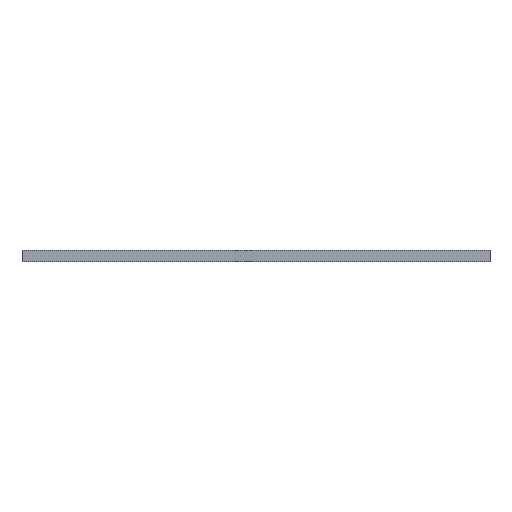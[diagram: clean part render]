
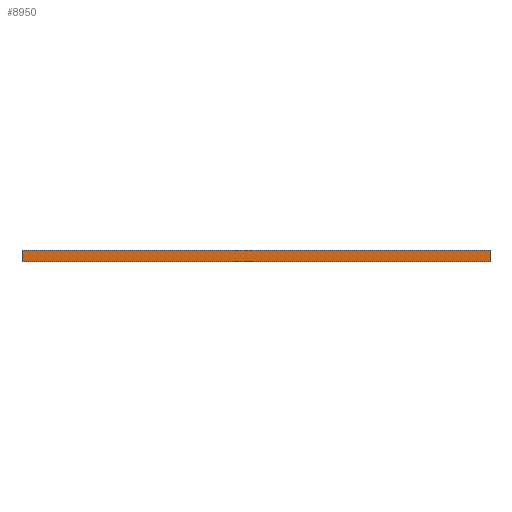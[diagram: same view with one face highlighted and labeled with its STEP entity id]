
A CAD part, front view. The second image highlights one B-rep face of the part: STEP entity #8950.
In plain terms, the highlighted planar face has unit normal (0, -1, 0).
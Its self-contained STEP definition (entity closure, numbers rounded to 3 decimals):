
#84 = PLANE('',#85);
#85 = AXIS2_PLACEMENT_3D('',#86,#87,#88);
#86 = CARTESIAN_POINT('',(0.047,0.,1.6)
  );
#87 = DIRECTION('',(0.,0.,-1.));
#88 = DIRECTION('',(-1.,0.,0.));
#143 = PLANE('',#144);
#144 = AXIS2_PLACEMENT_3D('',#145,#146,#147);
#145 = CARTESIAN_POINT('',(0.047,0.,
    0.));
#146 = DIRECTION('',(0.,0.,-1.));
#147 = DIRECTION('',(-1.,0.,0.));
#602 = VERTEX_POINT('',#603);
#603 = CARTESIAN_POINT('',(33.225,-45.425,0.));
#617 = PLANE('',#618);
#618 = AXIS2_PLACEMENT_3D('',#619,#620,#621);
#619 = CARTESIAN_POINT('',(33.225,-42.875,0.));
#620 = DIRECTION('',(1.,0.,0.));
#621 = DIRECTION('',(0.,-1.,0.));
#629 = EDGE_CURVE('',#602,#630,#632,.T.);
#630 = VERTEX_POINT('',#631);
#631 = CARTESIAN_POINT('',(-33.225,-45.425,0.));
#632 = SURFACE_CURVE('',#633,(#637,#644),.PCURVE_S1.);
#633 = LINE('',#634,#635);
#634 = CARTESIAN_POINT('',(33.225,-45.425,0.));
#635 = VECTOR('',#636,1.);
#636 = DIRECTION('',(-1.,0.,0.));
#637 = PCURVE('',#143,#638);
#638 = DEFINITIONAL_REPRESENTATION('',(#639),#643);
#639 = LINE('',#640,#641);
#640 = CARTESIAN_POINT('',(-33.178,-45.425));
#641 = VECTOR('',#642,1.);
#642 = DIRECTION('',(1.,0.));
#643 = ( GEOMETRIC_REPRESENTATION_CONTEXT(2) 
PARAMETRIC_REPRESENTATION_CONTEXT() REPRESENTATION_CONTEXT('2D SPACE',''
  ) );
#644 = PCURVE('',#645,#650);
#645 = PLANE('',#646);
#646 = AXIS2_PLACEMENT_3D('',#647,#648,#649);
#647 = CARTESIAN_POINT('',(33.225,-45.425,0.));
#648 = DIRECTION('',(0.,-1.,0.));
#649 = DIRECTION('',(-1.,0.,0.));
#650 = DEFINITIONAL_REPRESENTATION('',(#651),#655);
#651 = LINE('',#652,#653);
#652 = CARTESIAN_POINT('',(0.,0.));
#653 = VECTOR('',#654,1.);
#654 = DIRECTION('',(1.,0.));
#655 = ( GEOMETRIC_REPRESENTATION_CONTEXT(2) 
PARAMETRIC_REPRESENTATION_CONTEXT() REPRESENTATION_CONTEXT('2D SPACE',''
  ) );
#673 = PLANE('',#674);
#674 = AXIS2_PLACEMENT_3D('',#675,#676,#677);
#675 = CARTESIAN_POINT('',(-33.225,-45.425,0.));
#676 = DIRECTION('',(-1.,0.,0.));
#677 = DIRECTION('',(0.,1.,0.));
#5067 = VERTEX_POINT('',#5068);
#5068 = CARTESIAN_POINT('',(33.225,-45.425,1.6));
#5089 = EDGE_CURVE('',#5067,#5090,#5092,.T.);
#5090 = VERTEX_POINT('',#5091);
#5091 = CARTESIAN_POINT('',(-33.225,-45.425,1.6));
#5092 = SURFACE_CURVE('',#5093,(#5097,#5104),.PCURVE_S1.);
#5093 = LINE('',#5094,#5095);
#5094 = CARTESIAN_POINT('',(33.225,-45.425,1.6));
#5095 = VECTOR('',#5096,1.);
#5096 = DIRECTION('',(-1.,0.,0.));
#5097 = PCURVE('',#84,#5098);
#5098 = DEFINITIONAL_REPRESENTATION('',(#5099),#5103);
#5099 = LINE('',#5100,#5101);
#5100 = CARTESIAN_POINT('',(-33.178,-45.425));
#5101 = VECTOR('',#5102,1.);
#5102 = DIRECTION('',(1.,0.));
#5103 = ( GEOMETRIC_REPRESENTATION_CONTEXT(2) 
PARAMETRIC_REPRESENTATION_CONTEXT() REPRESENTATION_CONTEXT('2D SPACE',''
  ) );
#5104 = PCURVE('',#645,#5105);
#5105 = DEFINITIONAL_REPRESENTATION('',(#5106),#5110);
#5106 = LINE('',#5107,#5108);
#5107 = CARTESIAN_POINT('',(0.,-1.6));
#5108 = VECTOR('',#5109,1.);
#5109 = DIRECTION('',(1.,0.));
#5110 = ( GEOMETRIC_REPRESENTATION_CONTEXT(2) 
PARAMETRIC_REPRESENTATION_CONTEXT() REPRESENTATION_CONTEXT('2D SPACE',''
  ) );
#8900 = EDGE_CURVE('',#630,#5090,#8901,.T.);
#8901 = SURFACE_CURVE('',#8902,(#8906,#8913),.PCURVE_S1.);
#8902 = LINE('',#8903,#8904);
#8903 = CARTESIAN_POINT('',(-33.225,-45.425,0.));
#8904 = VECTOR('',#8905,1.);
#8905 = DIRECTION('',(0.,0.,1.));
#8906 = PCURVE('',#673,#8907);
#8907 = DEFINITIONAL_REPRESENTATION('',(#8908),#8912);
#8908 = LINE('',#8909,#8910);
#8909 = CARTESIAN_POINT('',(0.,0.));
#8910 = VECTOR('',#8911,1.);
#8911 = DIRECTION('',(0.,-1.));
#8912 = ( GEOMETRIC_REPRESENTATION_CONTEXT(2) 
PARAMETRIC_REPRESENTATION_CONTEXT() REPRESENTATION_CONTEXT('2D SPACE',''
  ) );
#8913 = PCURVE('',#645,#8914);
#8914 = DEFINITIONAL_REPRESENTATION('',(#8915),#8919);
#8915 = LINE('',#8916,#8917);
#8916 = CARTESIAN_POINT('',(66.45,0.));
#8917 = VECTOR('',#8918,1.);
#8918 = DIRECTION('',(0.,-1.));
#8919 = ( GEOMETRIC_REPRESENTATION_CONTEXT(2) 
PARAMETRIC_REPRESENTATION_CONTEXT() REPRESENTATION_CONTEXT('2D SPACE',''
  ) );
#8950 = ADVANCED_FACE('',(#8951),#645,.T.);
#8951 = FACE_BOUND('',#8952,.T.);
#8952 = EDGE_LOOP('',(#8953,#8974,#8975,#8976));
#8953 = ORIENTED_EDGE('',*,*,#8954,.T.);
#8954 = EDGE_CURVE('',#602,#5067,#8955,.T.);
#8955 = SURFACE_CURVE('',#8956,(#8960,#8967),.PCURVE_S1.);
#8956 = LINE('',#8957,#8958);
#8957 = CARTESIAN_POINT('',(33.225,-45.425,0.));
#8958 = VECTOR('',#8959,1.);
#8959 = DIRECTION('',(0.,0.,1.));
#8960 = PCURVE('',#645,#8961);
#8961 = DEFINITIONAL_REPRESENTATION('',(#8962),#8966);
#8962 = LINE('',#8963,#8964);
#8963 = CARTESIAN_POINT('',(0.,0.));
#8964 = VECTOR('',#8965,1.);
#8965 = DIRECTION('',(0.,-1.));
#8966 = ( GEOMETRIC_REPRESENTATION_CONTEXT(2) 
PARAMETRIC_REPRESENTATION_CONTEXT() REPRESENTATION_CONTEXT('2D SPACE',''
  ) );
#8967 = PCURVE('',#617,#8968);
#8968 = DEFINITIONAL_REPRESENTATION('',(#8969),#8973);
#8969 = LINE('',#8970,#8971);
#8970 = CARTESIAN_POINT('',(2.55,0.));
#8971 = VECTOR('',#8972,1.);
#8972 = DIRECTION('',(0.,-1.));
#8973 = ( GEOMETRIC_REPRESENTATION_CONTEXT(2) 
PARAMETRIC_REPRESENTATION_CONTEXT() REPRESENTATION_CONTEXT('2D SPACE',''
  ) );
#8974 = ORIENTED_EDGE('',*,*,#5089,.T.);
#8975 = ORIENTED_EDGE('',*,*,#8900,.F.);
#8976 = ORIENTED_EDGE('',*,*,#629,.F.);
